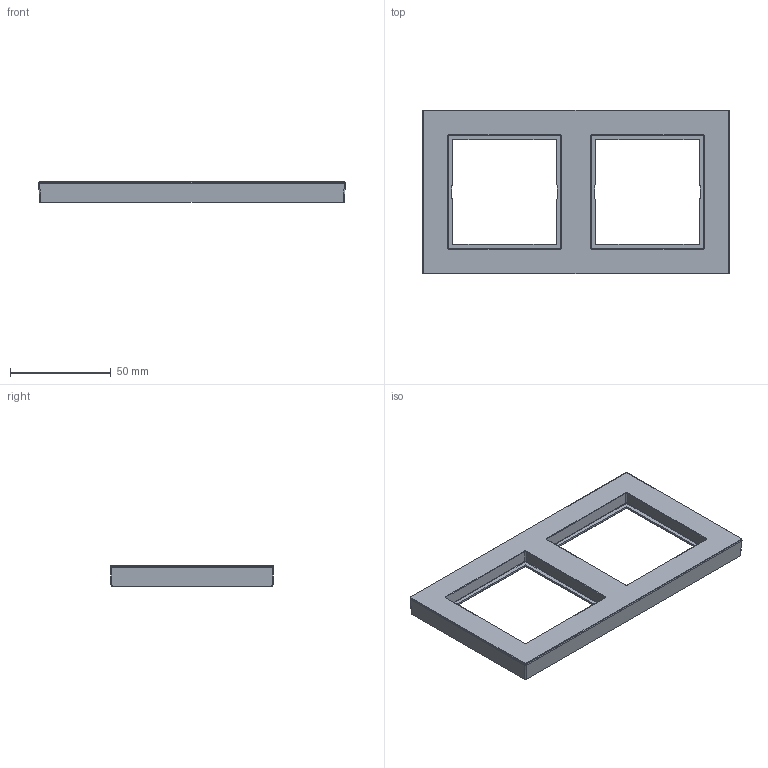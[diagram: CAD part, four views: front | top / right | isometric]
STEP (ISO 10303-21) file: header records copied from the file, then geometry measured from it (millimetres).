
FILE_DESCRIPTION((''),'2;1');
FILE_NAME('WAD6200_GEN_ASM','2025-04-09T08:18:36',('andolfs'),(''),'CREO PARAMETRIC BY PTC INC, 2023154','CREO PARAMETRIC BY PTC INC, 2023154','');
FILE_SCHEMA(('CONFIG_CONTROL_DESIGN','SHAPE_APPEARANCE_LAYERS_GROUPS'));
Products named in the file (3): W4G0070_18; W1A2205_GEN; WAD6200_GEN_ASM
Assembly tree (2 placements, depth 2):
  WAD6200_GEN_ASM
    W4G0070_18
    W1A2205_GEN
Bounding box: 152.5 x 81.5 x 10 mm (x, y, z)
Volume: 21048.1 mm3; surface area: 27429.2 mm2
Topology: 1 solids, 1 shells, 2699 faces, 7232 edges, 4688 vertices
Faces by surface type: plane 1217, extrusion 790, cylinder 336, bspline 228, sphere 64, torus 36, cone 20, revolution 8
Entity records: 126074 total; most frequent: CARTESIAN_POINT 41050, ORIENTED_EDGE 14464, DIRECTION 10078, PRESENTATION_STYLE_ASSIGNMENT 7233, STYLED_ITEM 7233, CURVE_STYLE 7232, EDGE_CURVE 7232, VECTOR 5218
